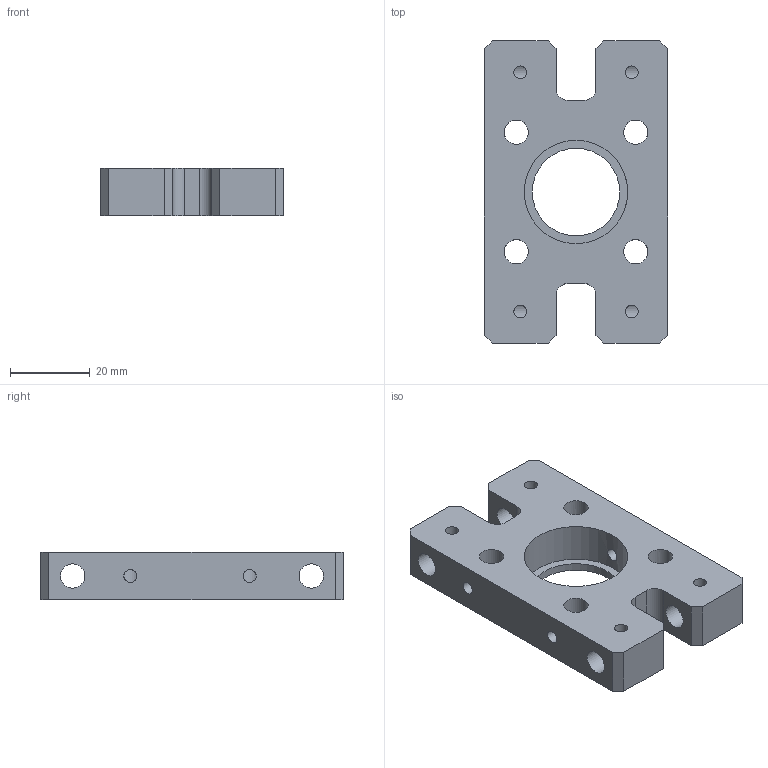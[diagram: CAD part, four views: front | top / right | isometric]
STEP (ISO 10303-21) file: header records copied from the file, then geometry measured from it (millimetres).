
FILE_DESCRIPTION(/* description */ (''),/* implementation_level */ '2;1');
FILE_NAME(/* name */ '63-BNA-25.4.stp',/* time_stamp */ '2024-11-22T16:10:04+03:00',/* author */ ('asidnin'),/* organization */ (''),/* preprocessor_version */ 'ST-DEVELOPER v18',/* originating_system */ 'Autodesk Inventor 2020',/* authorisation */ '');
FILE_SCHEMA (('AUTOMOTIVE_DESIGN { 1 0 10303 214 3 1 1 }'));
Length unit declared in the file: millimetre
Products named in the file (1): Перпендикулярный 
переходник 30-60.ipt-02
Bounding box: 46 x 76 x 12 mm (x, y, z)
Volume: 28323.6 mm3; surface area: 12169.2 mm2
Topology: 1 solids, 1 shells, 46 faces, 172 edges, 123 vertices
Faces by surface type: cylinder 23, plane 23
Full cylindrical faces by diameter (mm): 3.242 x9, 6.1 x8, 22 x1, 26 x1
Entity records: 2264 total; most frequent: CARTESIAN_POINT 684, ORIENTED_EDGE 344, DIRECTION 289, EDGE_CURVE 172, VERTEX_POINT 123, AXIS2_PLACEMENT_3D 100, LINE 89, VECTOR 89
